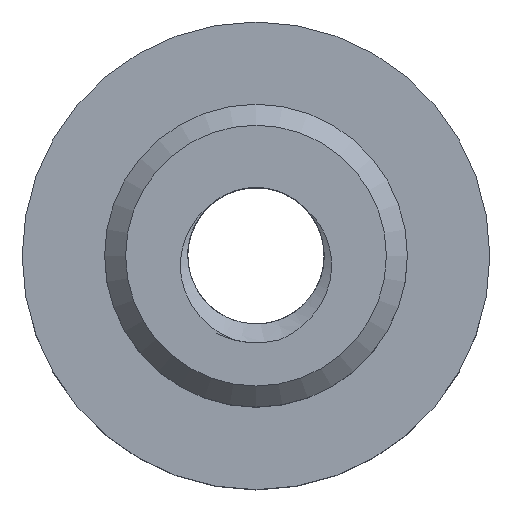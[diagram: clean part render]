
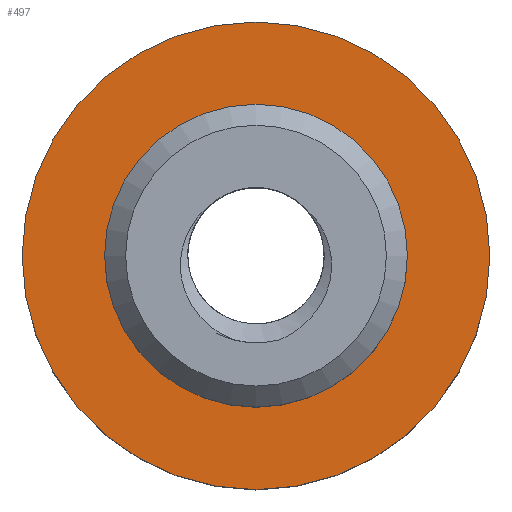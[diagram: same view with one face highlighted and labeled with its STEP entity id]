
A CAD part, top view. The second image highlights one B-rep face of the part: STEP entity #497.
In plain terms, the highlighted planar face has unit normal (0, 0, 1).
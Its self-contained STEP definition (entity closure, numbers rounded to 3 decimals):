
#18=FACE_BOUND('',#80,.T.);
#21=PLANE('',#547);
#50=FACE_OUTER_BOUND('',#79,.T.);
#79=EDGE_LOOP('',(#441));
#80=EDGE_LOOP('',(#442));
#133=CIRCLE('',#541,1.8);
#134=CIRCLE('',#545,2.78);
#224=VERTEX_POINT('',#1409);
#225=VERTEX_POINT('',#2117);
#291=EDGE_CURVE('',#224,#224,#133,.T.);
#298=EDGE_CURVE('',#225,#225,#134,.T.);
#441=ORIENTED_EDGE('',*,*,#298,.T.);
#442=ORIENTED_EDGE('',*,*,#291,.T.);
#497=ADVANCED_FACE('',(#50,#18),#21,.T.);
#541=AXIS2_PLACEMENT_3D('',#1411,#627,#628);
#545=AXIS2_PLACEMENT_3D('',#2118,#635,#636);
#547=AXIS2_PLACEMENT_3D('',#2122,#640,#641);
#627=DIRECTION('center_axis',(0.,0.,-1.));
#628=DIRECTION('ref_axis',(1.,0.,0.));
#635=DIRECTION('center_axis',(0.,0.,1.));
#636=DIRECTION('ref_axis',(1.,0.,0.));
#640=DIRECTION('center_axis',(0.,0.,1.));
#641=DIRECTION('ref_axis',(1.,0.,0.));
#1409=CARTESIAN_POINT('',(-1.8,0.,2.));
#1411=CARTESIAN_POINT('Origin',(0.,0.,2.));
#2117=CARTESIAN_POINT('',(-2.78,0.,2.));
#2118=CARTESIAN_POINT('Origin',(0.,0.,2.));
#2122=CARTESIAN_POINT('Origin',(0.,0.,2.));
